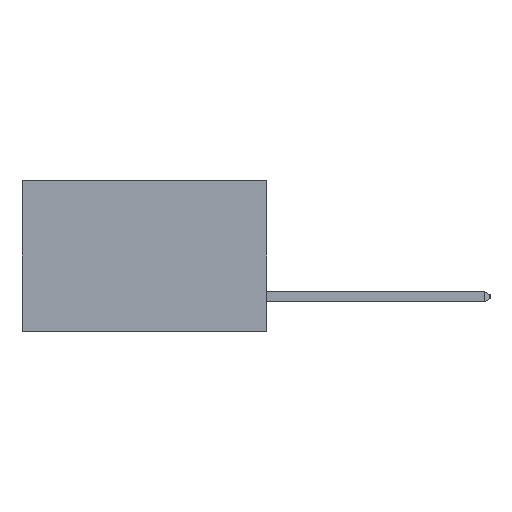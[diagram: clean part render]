
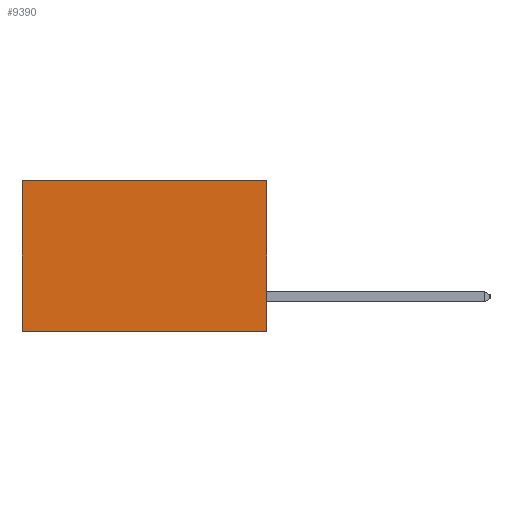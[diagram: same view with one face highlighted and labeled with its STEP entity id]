
A CAD part, left-side view. The second image highlights one B-rep face of the part: STEP entity #9390.
In plain terms, the highlighted planar face has unit normal (-1, 0, 0).
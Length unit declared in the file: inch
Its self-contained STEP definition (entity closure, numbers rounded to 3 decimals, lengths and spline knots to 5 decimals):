
#362 = EDGE_CURVE ( 'NONE', #19914, #5711, #14768, .T. ) ;
#2109 = VECTOR ( 'NONE', #18864, 39.37008 ) ;
#2432 = EDGE_CURVE ( 'NONE', #13564, #9911, #12262, .T. ) ;
#2547 = DIRECTION ( 'NONE',  ( 0., 1., 0. ) ) ;
#4707 = PLANE ( 'NONE',  #13828 ) ;
#5686 = CARTESIAN_POINT ( 'NONE',  ( 0.2875, 0.6, -0.37 ) ) ;
#5711 = VERTEX_POINT ( 'NONE', #7888 ) ;
#5724 = VECTOR ( 'NONE', #2547, 39.37008 ) ;
#6735 = VECTOR ( 'NONE', #19539, 39.37008 ) ;
#6748 = CARTESIAN_POINT ( 'NONE',  ( 0.2875, 0., -0.37 ) ) ;
#7817 = ORIENTED_EDGE ( 'NONE', *, *, #362, .T. ) ;
#7888 = CARTESIAN_POINT ( 'NONE',  ( 0.2875, 0.6, 0. ) ) ;
#9390 = ADVANCED_FACE ( 'NONE', ( #19414 ), #4707, .F. ) ;
#9911 = VERTEX_POINT ( 'NONE', #5686 ) ;
#9931 = DIRECTION ( 'NONE',  ( 1., 0., 0. ) ) ;
#10153 = CARTESIAN_POINT ( 'NONE',  ( 0.2875, 0.6, 0. ) ) ;
#10901 = LINE ( 'NONE', #10153, #6735 ) ;
#11218 = ORIENTED_EDGE ( 'NONE', *, *, #12698, .F. ) ;
#11479 = DIRECTION ( 'NONE',  ( 0., 0., -1. ) ) ;
#12262 = LINE ( 'NONE', #19579, #17128 ) ;
#12278 = CARTESIAN_POINT ( 'NONE',  ( 0.2875, 0., 0. ) ) ;
#12698 = EDGE_CURVE ( 'NONE', #19914, #13564, #15833, .T. ) ;
#13564 = VERTEX_POINT ( 'NONE', #6748 ) ;
#13828 = AXIS2_PLACEMENT_3D ( 'NONE', #12278, #9931, #11479 ) ;
#14768 = LINE ( 'NONE', #16157, #5724 ) ;
#15743 = CARTESIAN_POINT ( 'NONE',  ( 0.2875, 0., 0. ) ) ;
#15833 = LINE ( 'NONE', #15743, #2109 ) ;
#16157 = CARTESIAN_POINT ( 'NONE',  ( 0.2875, 0., 0. ) ) ;
#16232 = EDGE_CURVE ( 'NONE', #5711, #9911, #10901, .T. ) ;
#16648 = DIRECTION ( 'NONE',  ( 0., 1., 0. ) ) ;
#17128 = VECTOR ( 'NONE', #16648, 39.37008 ) ;
#17355 = CARTESIAN_POINT ( 'NONE',  ( 0.2875, 0., 0. ) ) ;
#18370 = EDGE_LOOP ( 'NONE', ( #19245, #19087, #11218, #7817 ) ) ;
#18864 = DIRECTION ( 'NONE',  ( 0., 0., -1. ) ) ;
#19087 = ORIENTED_EDGE ( 'NONE', *, *, #2432, .F. ) ;
#19245 = ORIENTED_EDGE ( 'NONE', *, *, #16232, .T. ) ;
#19414 = FACE_OUTER_BOUND ( 'NONE', #18370, .T. ) ;
#19539 = DIRECTION ( 'NONE',  ( 0., 0., -1. ) ) ;
#19579 = CARTESIAN_POINT ( 'NONE',  ( 0.2875, 0., -0.37 ) ) ;
#19914 = VERTEX_POINT ( 'NONE', #17355 ) ;
